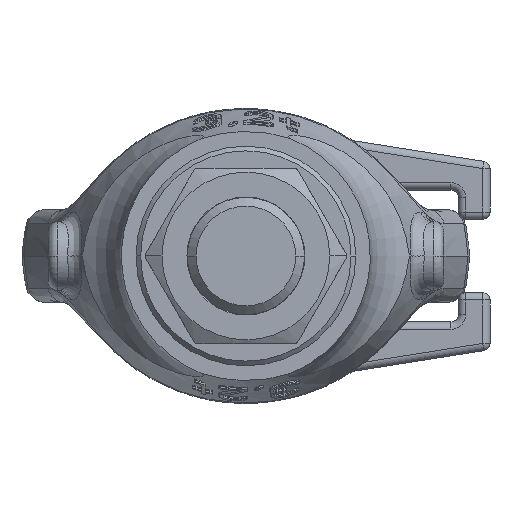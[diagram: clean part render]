
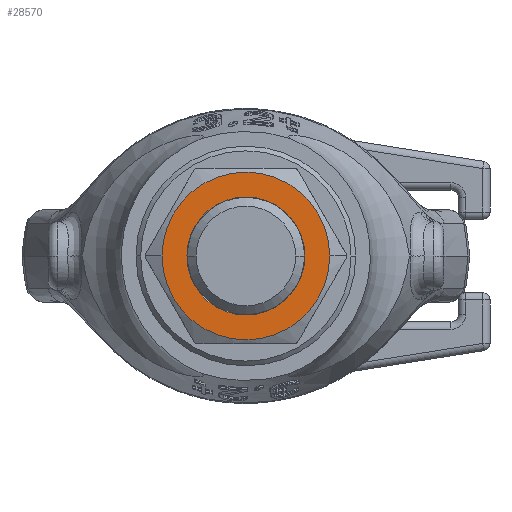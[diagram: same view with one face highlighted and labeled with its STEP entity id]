
A CAD part, front view. The second image highlights one B-rep face of the part: STEP entity #28570.
In plain terms, the highlighted face is planar.
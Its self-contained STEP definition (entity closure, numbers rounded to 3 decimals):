
#28036=CARTESIAN_POINT('',(0.,0.,36.));
#28037=DIRECTION('',(0.,0.,-1.));
#28038=DIRECTION('',(1.,0.,0.));
#28039=AXIS2_PLACEMENT_3D('',#28036,#28037,#28038);
#28041=CARTESIAN_POINT('',(0.,0.,36.));
#28042=DIRECTION('',(0.,0.,-1.));
#28043=DIRECTION('',(-1.,0.,0.));
#28044=AXIS2_PLACEMENT_3D('',#28041,#28042,#28043);
#28046=CARTESIAN_POINT('',(0.,0.,36.));
#28047=DIRECTION('',(0.,0.,-1.));
#28048=DIRECTION('',(-1.,0.,0.));
#28049=AXIS2_PLACEMENT_3D('',#28046,#28047,#28048);
#28064=CARTESIAN_POINT('',(0.,0.,36.));
#28065=DIRECTION('',(0.,0.,-1.));
#28066=DIRECTION('',(1.,0.,0.));
#28067=AXIS2_PLACEMENT_3D('',#28064,#28065,#28066);
#28300=CARTESIAN_POINT('',(12.078,0.,36.));
#28301=CARTESIAN_POINT('',(-12.078,0.,36.));
#28302=VERTEX_POINT('',#28300);
#28303=VERTEX_POINT('',#28301);
#28356=CARTESIAN_POINT('',(17.172,0.,36.));
#28357=CARTESIAN_POINT('',(-17.172,0.,36.));
#28358=VERTEX_POINT('',#28356);
#28359=VERTEX_POINT('',#28357);
#28554=CARTESIAN_POINT('',(0.,0.,36.));
#28555=DIRECTION('',(0.,0.,1.));
#28556=DIRECTION('',(1.,0.,0.));
#28557=AXIS2_PLACEMENT_3D('',#28554,#28555,#28556);
#28558=PLANE('',#28557);
#28560=ORIENTED_EDGE('',*,*,#28559,.T.);
#28561=ORIENTED_EDGE('',*,*,#28532,.T.);
#28562=EDGE_LOOP('',(#28560,#28561));
#28563=FACE_OUTER_BOUND('',#28562,.F.);
#28565=ORIENTED_EDGE('',*,*,#28564,.F.);
#28567=ORIENTED_EDGE('',*,*,#28566,.F.);
#28568=EDGE_LOOP('',(#28565,#28567));
#28569=FACE_BOUND('',#28568,.F.);
#28570=ADVANCED_FACE('',(#28563,#28569),#28558,.T.);
#28040=CIRCLE('',#28039,17.172);
#28045=CIRCLE('',#28044,17.172);
#28050=CIRCLE('',#28049,12.078);
#28068=CIRCLE('',#28067,12.078);
#28532=EDGE_CURVE('',#28359,#28358,#28045,.T.);
#28559=EDGE_CURVE('',#28358,#28359,#28040,.T.);
#28564=EDGE_CURVE('',#28303,#28302,#28050,.T.);
#28566=EDGE_CURVE('',#28302,#28303,#28068,.T.);
